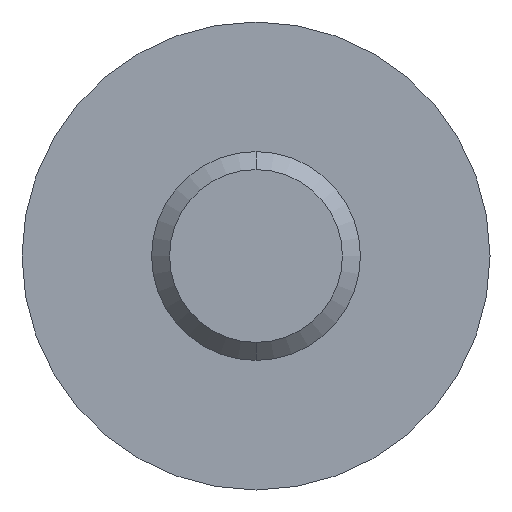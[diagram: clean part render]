
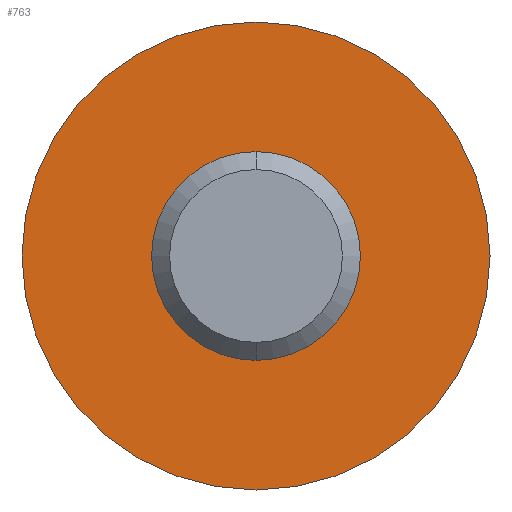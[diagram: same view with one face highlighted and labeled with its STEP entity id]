
A CAD part, front view. The second image highlights one B-rep face of the part: STEP entity #763.
In plain terms, the highlighted planar face has unit normal (0, -1, 0).
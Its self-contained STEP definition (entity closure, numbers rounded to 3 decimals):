
#27 = CARTESIAN_POINT ( 'NONE',  ( 0., -1.2, 0. ) ) ;
#45 = VERTEX_POINT ( 'NONE', #343 ) ;
#65 = CIRCLE ( 'NONE', #916, 6.5 ) ;
#66 = DIRECTION ( 'NONE',  ( 0., -1., 0. ) ) ;
#74 = EDGE_CURVE ( 'NONE', #211, #631, #369, .T. ) ;
#97 = AXIS2_PLACEMENT_3D ( 'NONE', #442, #66, #365 ) ;
#111 = CARTESIAN_POINT ( 'NONE',  ( 0., -1.2, 0. ) ) ;
#115 = AXIS2_PLACEMENT_3D ( 'NONE', #159, #306, #822 ) ;
#138 = FACE_BOUND ( 'NONE', #704, .T. ) ;
#159 = CARTESIAN_POINT ( 'NONE',  ( 0., -1.2, 0. ) ) ;
#180 = DIRECTION ( 'NONE',  ( 0., 1., 0. ) ) ;
#182 = EDGE_CURVE ( 'NONE', #631, #211, #702, .T. ) ;
#194 = CARTESIAN_POINT ( 'NONE',  ( 0., -1.2, 0. ) ) ;
#198 = CARTESIAN_POINT ( 'NONE',  ( 0., -1.2, -6.5 ) ) ;
#211 = VERTEX_POINT ( 'NONE', #410 ) ;
#239 = DIRECTION ( 'NONE',  ( 0., 0., -1. ) ) ;
#273 = FACE_OUTER_BOUND ( 'NONE', #732, .T. ) ;
#306 = DIRECTION ( 'NONE',  ( 0., 1., 0. ) ) ;
#310 = DIRECTION ( 'NONE',  ( 0., 1., 0. ) ) ;
#343 = CARTESIAN_POINT ( 'NONE',  ( 0., -1.2, 6.5 ) ) ;
#365 = DIRECTION ( 'NONE',  ( 0., 0., -1. ) ) ;
#369 = CIRCLE ( 'NONE', #97, 2.9 ) ;
#370 = ORIENTED_EDGE ( 'NONE', *, *, #182, .F. ) ;
#378 = EDGE_CURVE ( 'NONE', #550, #45, #65, .T. ) ;
#410 = CARTESIAN_POINT ( 'NONE',  ( 0., -1.2, 2.9 ) ) ;
#442 = CARTESIAN_POINT ( 'NONE',  ( 0., -1.2, 0. ) ) ;
#487 = DIRECTION ( 'NONE',  ( 0., -1., 0. ) ) ;
#500 = DIRECTION ( 'NONE',  ( 0., 0., -1. ) ) ;
#526 = PLANE ( 'NONE',  #115 ) ;
#550 = VERTEX_POINT ( 'NONE', #198 ) ;
#579 = ORIENTED_EDGE ( 'NONE', *, *, #378, .F. ) ;
#591 = ORIENTED_EDGE ( 'NONE', *, *, #780, .F. ) ;
#631 = VERTEX_POINT ( 'NONE', #801 ) ;
#636 = DIRECTION ( 'NONE',  ( 0., 0., -1. ) ) ;
#655 = CIRCLE ( 'NONE', #906, 6.5 ) ;
#702 = CIRCLE ( 'NONE', #797, 2.9 ) ;
#704 = EDGE_LOOP ( 'NONE', ( #370, #853 ) ) ;
#732 = EDGE_LOOP ( 'NONE', ( #579, #591 ) ) ;
#763 = ADVANCED_FACE ( 'NONE', ( #138, #273 ), #526, .F. ) ;
#780 = EDGE_CURVE ( 'NONE', #45, #550, #655, .T. ) ;
#797 = AXIS2_PLACEMENT_3D ( 'NONE', #194, #487, #500 ) ;
#801 = CARTESIAN_POINT ( 'NONE',  ( 0., -1.2, -2.9 ) ) ;
#822 = DIRECTION ( 'NONE',  ( 0., 0., 1. ) ) ;
#853 = ORIENTED_EDGE ( 'NONE', *, *, #74, .F. ) ;
#906 = AXIS2_PLACEMENT_3D ( 'NONE', #27, #310, #239 ) ;
#916 = AXIS2_PLACEMENT_3D ( 'NONE', #111, #180, #636 ) ;
